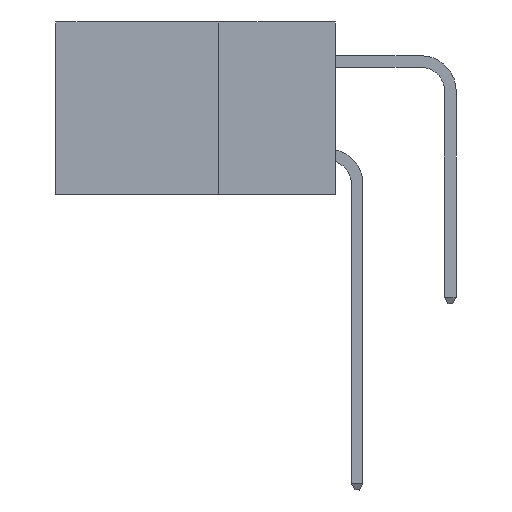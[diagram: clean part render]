
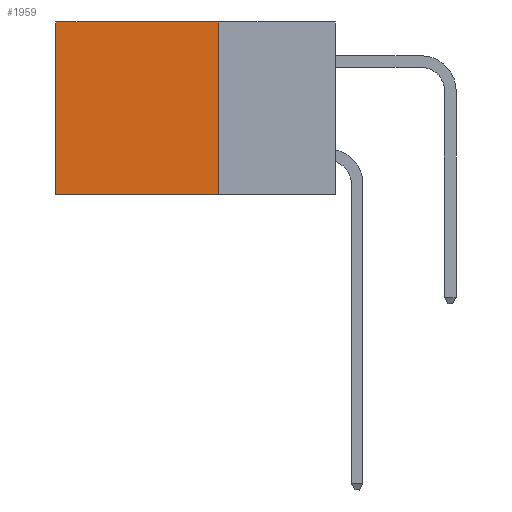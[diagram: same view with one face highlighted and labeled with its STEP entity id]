
A CAD part, left-side view. The second image highlights one B-rep face of the part: STEP entity #1959.
In plain terms, the highlighted planar face has unit normal (-1, 0, 0).
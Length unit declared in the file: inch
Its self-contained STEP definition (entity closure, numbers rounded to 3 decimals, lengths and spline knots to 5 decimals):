
#436 = CARTESIAN_POINT ( 'NONE',  ( 0.2875, 0.6, 0. ) ) ;
#900 = DIRECTION ( 'NONE',  ( 0., 0., -1. ) ) ;
#1552 = CARTESIAN_POINT ( 'NONE',  ( 0.2875, 0.6, 0. ) ) ;
#1602 = AXIS2_PLACEMENT_3D ( 'NONE', #11271, #2442, #6797 ) ;
#1689 = CARTESIAN_POINT ( 'NONE',  ( 0.2875, 0.25, 0. ) ) ;
#1959 = ADVANCED_FACE ( 'NONE', ( #3941 ), #12599, .F. ) ;
#2116 = DIRECTION ( 'NONE',  ( 0., 1., 0. ) ) ;
#2407 = CARTESIAN_POINT ( 'NONE',  ( 0.2875, 0.6, -0.37 ) ) ;
#2442 = DIRECTION ( 'NONE',  ( 1., 0., 0. ) ) ;
#2485 = VERTEX_POINT ( 'NONE', #18786 ) ;
#2551 = VECTOR ( 'NONE', #3398, 39.37008 ) ;
#2882 = CARTESIAN_POINT ( 'NONE',  ( 0.2875, 0.25, 0. ) ) ;
#3268 = LINE ( 'NONE', #9050, #8873 ) ;
#3398 = DIRECTION ( 'NONE',  ( 0., 1., 0. ) ) ;
#3571 = LINE ( 'NONE', #6610, #5586 ) ;
#3941 = FACE_OUTER_BOUND ( 'NONE', #18797, .T. ) ;
#5077 = EDGE_CURVE ( 'NONE', #13974, #2485, #3571, .T. ) ;
#5093 = DIRECTION ( 'NONE',  ( 0., 0., -1. ) ) ;
#5586 = VECTOR ( 'NONE', #900, 39.37008 ) ;
#6610 = CARTESIAN_POINT ( 'NONE',  ( 0.2875, 0.25, 0. ) ) ;
#6797 = DIRECTION ( 'NONE',  ( 0., 0., -1. ) ) ;
#6949 = EDGE_CURVE ( 'NONE', #13974, #16560, #17751, .T. ) ;
#7760 = LINE ( 'NONE', #436, #15319 ) ;
#8758 = ORIENTED_EDGE ( 'NONE', *, *, #14109, .F. ) ;
#8873 = VECTOR ( 'NONE', #2116, 39.37008 ) ;
#9050 = CARTESIAN_POINT ( 'NONE',  ( 0.2875, 0.25, -0.37 ) ) ;
#10023 = ORIENTED_EDGE ( 'NONE', *, *, #5077, .F. ) ;
#11271 = CARTESIAN_POINT ( 'NONE',  ( 0.2875, 0.25, 0. ) ) ;
#12599 = PLANE ( 'NONE',  #1602 ) ;
#13974 = VERTEX_POINT ( 'NONE', #2882 ) ;
#14109 = EDGE_CURVE ( 'NONE', #2485, #14348, #3268, .T. ) ;
#14348 = VERTEX_POINT ( 'NONE', #2407 ) ;
#15319 = VECTOR ( 'NONE', #5093, 39.37008 ) ;
#16146 = ORIENTED_EDGE ( 'NONE', *, *, #6949, .T. ) ;
#16332 = EDGE_CURVE ( 'NONE', #16560, #14348, #7760, .T. ) ;
#16560 = VERTEX_POINT ( 'NONE', #1552 ) ;
#17751 = LINE ( 'NONE', #1689, #2551 ) ;
#18199 = ORIENTED_EDGE ( 'NONE', *, *, #16332, .T. ) ;
#18786 = CARTESIAN_POINT ( 'NONE',  ( 0.2875, 0.25, -0.37 ) ) ;
#18797 = EDGE_LOOP ( 'NONE', ( #18199, #8758, #10023, #16146 ) ) ;
